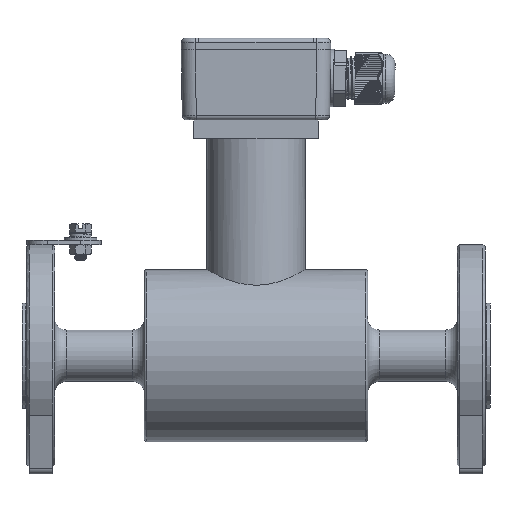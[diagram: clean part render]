
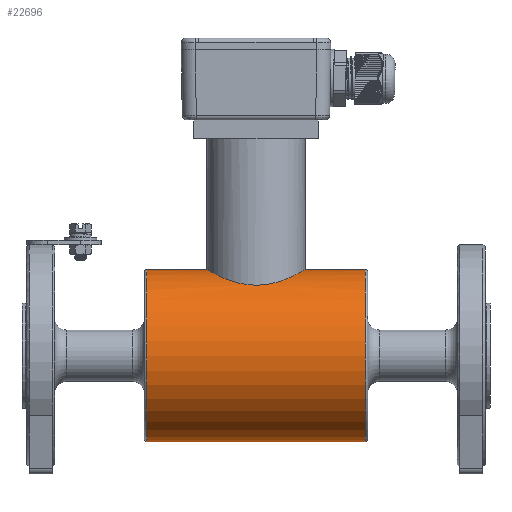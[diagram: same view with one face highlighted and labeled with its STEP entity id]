
A CAD part, left-side view. The second image highlights one B-rep face of the part: STEP entity #22696.
In plain terms, the highlighted cylindrical face has radius 36.75 mm (diameter 73.5 mm), a full revolution.
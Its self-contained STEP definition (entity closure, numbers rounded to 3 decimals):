
#783=FACE_BOUND('',#3390,.T.);
#1337=CYLINDRICAL_SURFACE('',#24343,36.75);
#1907=FACE_OUTER_BOUND('',#3389,.T.);
#3389=EDGE_LOOP('',(#15743,#15744,#15745,#15746));
#3390=EDGE_LOOP('',(#15747));
#4839=CIRCLE('',#24340,36.75);
#4842=CIRCLE('',#24344,36.75);
#6123=B_SPLINE_CURVE_WITH_KNOTS('',3,(#48942,#48943,#48944,#48945,#48946,
#48947,#48948,#48949,#48950,#48951,#48952,#48953,#48954,#48955,#48956,#48957,
#48958,#48959,#48960,#48961,#48962,#48963,#48964,#48965,#48966,#48967,#48968,
#48969,#48970,#48971,#48972,#48973,#48974,#48975,#48976,#48977,#48978,#48979,
#48980,#48981,#48982,#48983,#48984,#48985,#48986,#48987,#48988,#48989,#48990,
#48991,#48992,#48993,#48994,#48995,#48996,#48997,#48998,#48999,#49000,#49001,
#49002,#49003,#49004,#49005,#49006,#49007),.UNSPECIFIED.,.T.,.F.,(4,2,2,
2,2,2,2,2,2,2,2,2,2,2,2,2,2,2,2,2,2,2,2,2,2,2,2,2,2,2,2,2,4),(-13.012,
-12.604,-12.196,-11.789,-11.381,
-10.976,-10.57,-10.164,-9.759,
-9.353,-8.948,-8.542,-8.137,
-7.729,-7.321,-6.914,-6.506,
-6.098,-5.691,-5.283,-4.875,
-4.47,-4.064,-3.659,-3.253,
-2.847,-2.442,-2.036,-1.631,
-1.223,-0.815,-0.408,0.),
 .UNSPECIFIED.);
#6649=LINE('',#48940,#8045);
#8045=VECTOR('',#27708,36.75);
#9609=VERTEX_POINT('',#48932);
#9611=VERTEX_POINT('',#48938);
#9612=VERTEX_POINT('',#48941);
#11783=EDGE_CURVE('',#9609,#9609,#4839,.T.);
#11786=EDGE_CURVE('',#9611,#9611,#4842,.T.);
#11787=EDGE_CURVE('',#9611,#9609,#6649,.T.);
#11788=EDGE_CURVE('',#9612,#9612,#6123,.T.);
#15743=ORIENTED_EDGE('',*,*,#11786,.F.);
#15744=ORIENTED_EDGE('',*,*,#11787,.T.);
#15745=ORIENTED_EDGE('',*,*,#11783,.F.);
#15746=ORIENTED_EDGE('',*,*,#11787,.F.);
#15747=ORIENTED_EDGE('',*,*,#11788,.T.);
#22696=ADVANCED_FACE('',(#1907,#783),#1337,.T.);
#24340=AXIS2_PLACEMENT_3D('',#48933,#27698,#27699);
#24343=AXIS2_PLACEMENT_3D('',#48937,#27704,#27705);
#24344=AXIS2_PLACEMENT_3D('',#48939,#27706,#27707);
#27698=DIRECTION('center_axis',(-1.,0.,0.));
#27699=DIRECTION('ref_axis',(0.,-1.,0.));
#27704=DIRECTION('center_axis',(1.,0.,0.));
#27705=DIRECTION('ref_axis',(0.,1.,0.));
#27706=DIRECTION('center_axis',(1.,0.,0.));
#27707=DIRECTION('ref_axis',(0.,-1.,0.));
#27708=DIRECTION('',(-1.,0.,0.));
#48932=CARTESIAN_POINT('',(-46.75,-137.5,0.));
#48933=CARTESIAN_POINT('Origin',(-46.75,-100.75,0.));
#48937=CARTESIAN_POINT('Origin',(0.,-100.75,0.));
#48938=CARTESIAN_POINT('',(46.75,-137.5,0.));
#48939=CARTESIAN_POINT('Origin',(46.75,-100.75,0.));
#48940=CARTESIAN_POINT('',(0.,-137.5,0.));
#48941=CARTESIAN_POINT('',(-21.,-64.,0.));
#48942=CARTESIAN_POINT('Ctrl Pts',(0.,-70.591,
-21.));
#48943=CARTESIAN_POINT('Ctrl Pts',(1.359,-70.591,-21.));
#48944=CARTESIAN_POINT('Ctrl Pts',(2.749,-70.496,-20.866));
#48945=CARTESIAN_POINT('Ctrl Pts',(5.489,-70.126,-20.318));
#48946=CARTESIAN_POINT('Ctrl Pts',(6.84,-69.85,-19.904));
#48947=CARTESIAN_POINT('Ctrl Pts',(9.412,-69.181,-18.825));
#48948=CARTESIAN_POINT('Ctrl Pts',(10.637,-68.788,-18.158));
#48949=CARTESIAN_POINT('Ctrl Pts',(12.897,-67.966,-16.629));
#48950=CARTESIAN_POINT('Ctrl Pts',(13.932,-67.539,-15.766));
#48951=CARTESIAN_POINT('Ctrl Pts',(15.762,-66.731,-13.937));
#48952=CARTESIAN_POINT('Ctrl Pts',(16.624,-66.319,-12.904));
#48953=CARTESIAN_POINT('Ctrl Pts',(18.155,-65.555,-10.643));
#48954=CARTESIAN_POINT('Ctrl Pts',(18.823,-65.202,-9.415));
#48955=CARTESIAN_POINT('Ctrl Pts',(19.905,-64.617,-6.836));
#48956=CARTESIAN_POINT('Ctrl Pts',(20.32,-64.385,-5.482));
#48957=CARTESIAN_POINT('Ctrl Pts',(20.867,-64.076,-2.74));
#48958=CARTESIAN_POINT('Ctrl Pts',(21.,-64.,-1.352));
#48959=CARTESIAN_POINT('Ctrl Pts',(21.,-64.,1.352));
#48960=CARTESIAN_POINT('Ctrl Pts',(20.867,-64.076,2.74));
#48961=CARTESIAN_POINT('Ctrl Pts',(20.32,-64.385,5.482));
#48962=CARTESIAN_POINT('Ctrl Pts',(19.905,-64.617,6.836));
#48963=CARTESIAN_POINT('Ctrl Pts',(18.823,-65.202,9.415));
#48964=CARTESIAN_POINT('Ctrl Pts',(18.155,-65.555,10.643));
#48965=CARTESIAN_POINT('Ctrl Pts',(16.624,-66.319,12.904));
#48966=CARTESIAN_POINT('Ctrl Pts',(15.762,-66.731,13.937));
#48967=CARTESIAN_POINT('Ctrl Pts',(13.932,-67.539,15.766));
#48968=CARTESIAN_POINT('Ctrl Pts',(12.897,-67.966,16.629));
#48969=CARTESIAN_POINT('Ctrl Pts',(10.637,-68.788,18.158));
#48970=CARTESIAN_POINT('Ctrl Pts',(9.412,-69.181,18.825));
#48971=CARTESIAN_POINT('Ctrl Pts',(6.84,-69.85,19.904));
#48972=CARTESIAN_POINT('Ctrl Pts',(5.489,-70.126,20.318));
#48973=CARTESIAN_POINT('Ctrl Pts',(2.749,-70.496,20.866));
#48974=CARTESIAN_POINT('Ctrl Pts',(1.359,-70.591,21.));
#48975=CARTESIAN_POINT('Ctrl Pts',(-1.359,-70.591,21.));
#48976=CARTESIAN_POINT('Ctrl Pts',(-2.749,-70.496,
20.866));
#48977=CARTESIAN_POINT('Ctrl Pts',(-5.489,-70.126,
20.318));
#48978=CARTESIAN_POINT('Ctrl Pts',(-6.84,-69.85,
19.904));
#48979=CARTESIAN_POINT('Ctrl Pts',(-9.412,-69.181,
18.825));
#48980=CARTESIAN_POINT('Ctrl Pts',(-10.637,-68.788,
18.158));
#48981=CARTESIAN_POINT('Ctrl Pts',(-12.897,-67.966,
16.629));
#48982=CARTESIAN_POINT('Ctrl Pts',(-13.932,-67.539,
15.766));
#48983=CARTESIAN_POINT('Ctrl Pts',(-15.762,-66.731,
13.937));
#48984=CARTESIAN_POINT('Ctrl Pts',(-16.624,-66.319,
12.904));
#48985=CARTESIAN_POINT('Ctrl Pts',(-18.155,-65.555,
10.643));
#48986=CARTESIAN_POINT('Ctrl Pts',(-18.823,-65.202,
9.415));
#48987=CARTESIAN_POINT('Ctrl Pts',(-19.905,-64.617,
6.836));
#48988=CARTESIAN_POINT('Ctrl Pts',(-20.32,-64.385,
5.482));
#48989=CARTESIAN_POINT('Ctrl Pts',(-20.867,-64.076,
2.74));
#48990=CARTESIAN_POINT('Ctrl Pts',(-21.,-64.,1.352));
#48991=CARTESIAN_POINT('Ctrl Pts',(-21.,-64.,-1.352));
#48992=CARTESIAN_POINT('Ctrl Pts',(-20.867,-64.076,
-2.74));
#48993=CARTESIAN_POINT('Ctrl Pts',(-20.32,-64.385,
-5.482));
#48994=CARTESIAN_POINT('Ctrl Pts',(-19.905,-64.617,
-6.836));
#48995=CARTESIAN_POINT('Ctrl Pts',(-18.823,-65.202,
-9.415));
#48996=CARTESIAN_POINT('Ctrl Pts',(-18.155,-65.555,
-10.643));
#48997=CARTESIAN_POINT('Ctrl Pts',(-16.624,-66.319,
-12.904));
#48998=CARTESIAN_POINT('Ctrl Pts',(-15.762,-66.731,
-13.937));
#48999=CARTESIAN_POINT('Ctrl Pts',(-13.932,-67.539,
-15.766));
#49000=CARTESIAN_POINT('Ctrl Pts',(-12.897,-67.966,
-16.629));
#49001=CARTESIAN_POINT('Ctrl Pts',(-10.637,-68.788,
-18.158));
#49002=CARTESIAN_POINT('Ctrl Pts',(-9.412,-69.181,
-18.825));
#49003=CARTESIAN_POINT('Ctrl Pts',(-6.84,-69.85,
-19.904));
#49004=CARTESIAN_POINT('Ctrl Pts',(-5.489,-70.126,
-20.318));
#49005=CARTESIAN_POINT('Ctrl Pts',(-2.749,-70.496,
-20.866));
#49006=CARTESIAN_POINT('Ctrl Pts',(-1.359,-70.591,-21.));
#49007=CARTESIAN_POINT('Ctrl Pts',(0.,-70.591,
-21.));
